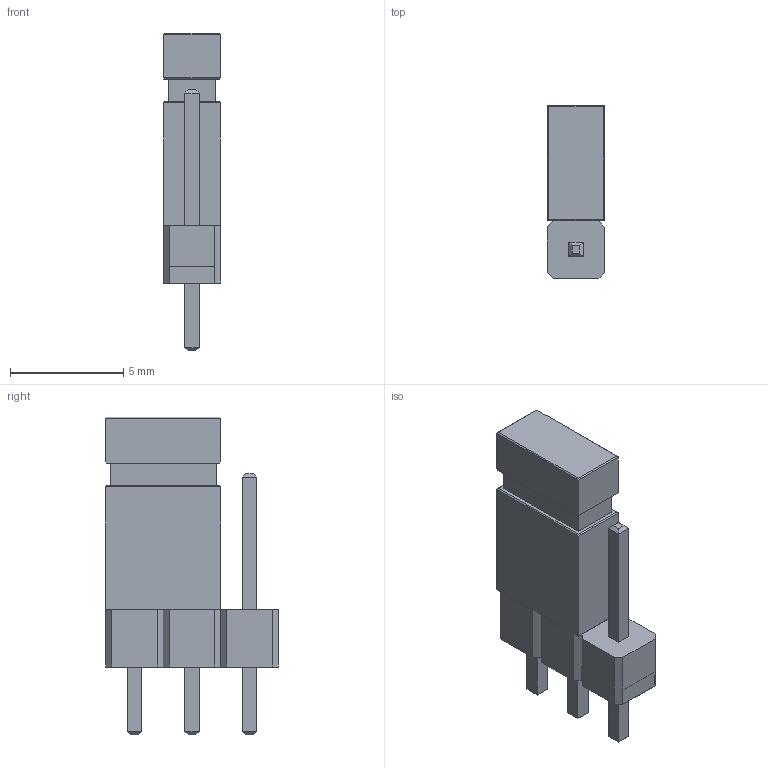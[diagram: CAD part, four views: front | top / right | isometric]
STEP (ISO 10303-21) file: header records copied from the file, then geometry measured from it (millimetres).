
FILE_DESCRIPTION(/* description */ (''),/* implementation_level */ '2;1');
FILE_NAME(/* name */ 'Jumper-3.step',/* time_stamp */ '2021-11-09T21:44:18+03:00',/* author */ (''),/* organization */ (''),/* preprocessor_version */ 'ST-DEVELOPER v18.1',/* originating_system */ 'Autodesk Translation Framework v10.10.0.1391',/* authorisation */ '');
FILE_SCHEMA (('AUTOMOTIVE_DESIGN { 1 0 10303 214 3 1 1 }'));
Length unit declared in the file: millimetre
Products named in the file (1): Jumper-3
Bounding box: 2.54 x 7.62 x 14.04 mm (x, y, z)
Volume: 153.7 mm3; surface area: 388.7 mm2
Topology: 7 solids, 7 shells, 126 faces, 287 edges, 180 vertices
Faces by surface type: plane 126
Entity records: 3479 total; most frequent: CARTESIAN_POINT 594, ORIENTED_EDGE 574, DIRECTION 541, LINE 287, VECTOR 287, EDGE_CURVE 287, VERTEX_POINT 180, EDGE_LOOP 137
